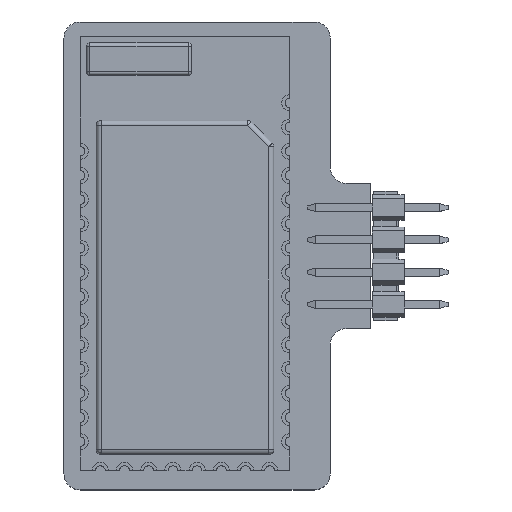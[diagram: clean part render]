
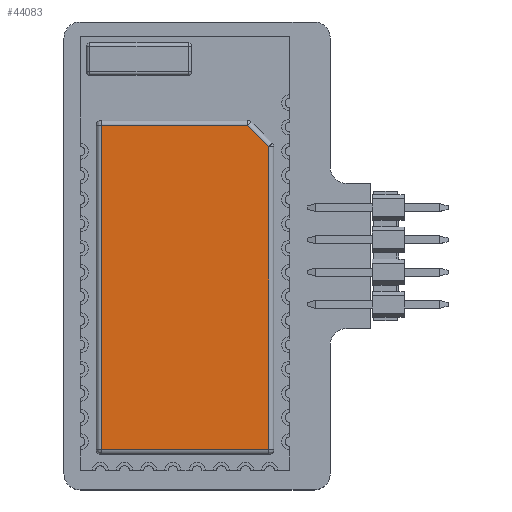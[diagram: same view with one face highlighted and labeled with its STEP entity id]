
A CAD part, top view. The second image highlights one B-rep face of the part: STEP entity #44083.
In plain terms, the highlighted planar face has unit normal (0, 0, 1).
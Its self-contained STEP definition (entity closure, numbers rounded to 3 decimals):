
#41767 = CYLINDRICAL_SURFACE('',#41768,0.3);
#41768 = AXIS2_PLACEMENT_3D('',#41769,#41770,#41771);
#41769 = CARTESIAN_POINT('',(25.9,11.7,2.1));
#41770 = DIRECTION('',(-1.,0.,0.));
#41771 = DIRECTION('',(0.,0.,1.));
#41843 = CYLINDRICAL_SURFACE('',#41844,0.3);
#41844 = AXIS2_PLACEMENT_3D('',#41845,#41846,#41847);
#41845 = CARTESIAN_POINT('',(6.912,11.788,2.1));
#41846 = DIRECTION('',(-0.707,-0.707,0.));
#41847 = DIRECTION('',(0.707,-0.707,0.));
#41941 = CYLINDRICAL_SURFACE('',#41942,0.3);
#41942 = AXIS2_PLACEMENT_3D('',#41943,#41944,#41945);
#41943 = CARTESIAN_POINT('',(5.5,10.5,2.1));
#41944 = DIRECTION('',(0.,-1.,0.));
#41945 = DIRECTION('',(1.,0.,0.));
#41995 = CYLINDRICAL_SURFACE('',#41996,0.3);
#41996 = AXIS2_PLACEMENT_3D('',#41997,#41998,#41999);
#41997 = CARTESIAN_POINT('',(25.9,1.3,2.1));
#41998 = DIRECTION('',(1.,0.,0.));
#41999 = DIRECTION('',(0.,0.,-1.));
#42071 = CYLINDRICAL_SURFACE('',#42072,0.3);
#42072 = AXIS2_PLACEMENT_3D('',#42073,#42074,#42075);
#42073 = CARTESIAN_POINT('',(25.6,12.,2.1));
#42074 = DIRECTION('',(0.,1.,0.));
#42075 = DIRECTION('',(0.,0.,1.));
#42501 = VERTEX_POINT('',#42502);
#42502 = CARTESIAN_POINT('',(25.6,11.7,2.4));
#42548 = VERTEX_POINT('',#42549);
#42549 = CARTESIAN_POINT('',(6.824,11.7,2.4));
#42610 = EDGE_CURVE('',#42548,#42501,#42611,.T.);
#42611 = SURFACE_CURVE('',#42612,(#42616,#42623),.PCURVE_S1.);
#42612 = LINE('',#42613,#42614);
#42613 = CARTESIAN_POINT('',(25.9,11.7,2.4));
#42614 = VECTOR('',#42615,1.);
#42615 = DIRECTION('',(1.,0.,0.));
#42616 = PCURVE('',#41767,#42617);
#42617 = DEFINITIONAL_REPRESENTATION('',(#42618),#42622);
#42618 = LINE('',#42619,#42620);
#42619 = CARTESIAN_POINT('',(0.,0.));
#42620 = VECTOR('',#42621,1.);
#42621 = DIRECTION('',(0.,-1.));
#42622 = ( GEOMETRIC_REPRESENTATION_CONTEXT(2) 
PARAMETRIC_REPRESENTATION_CONTEXT() REPRESENTATION_CONTEXT('2D SPACE',''
  ) );
#42623 = PCURVE('',#42624,#42629);
#42624 = PLANE('',#42625);
#42625 = AXIS2_PLACEMENT_3D('',#42626,#42627,#42628);
#42626 = CARTESIAN_POINT('',(0.,0.,2.4));
#42627 = DIRECTION('',(0.,0.,-1.));
#42628 = DIRECTION('',(-1.,0.,0.));
#42629 = DEFINITIONAL_REPRESENTATION('',(#42630),#42634);
#42630 = LINE('',#42631,#42632);
#42631 = CARTESIAN_POINT('',(-25.9,11.7));
#42632 = VECTOR('',#42633,1.);
#42633 = DIRECTION('',(-1.,0.));
#42634 = ( GEOMETRIC_REPRESENTATION_CONTEXT(2) 
PARAMETRIC_REPRESENTATION_CONTEXT() REPRESENTATION_CONTEXT('2D SPACE',''
  ) );
#42690 = VERTEX_POINT('',#42691);
#42691 = CARTESIAN_POINT('',(5.5,10.376,2.4));
#42752 = EDGE_CURVE('',#42690,#42548,#42753,.T.);
#42753 = SURFACE_CURVE('',#42754,(#42758,#42765),.PCURVE_S1.);
#42754 = LINE('',#42755,#42756);
#42755 = CARTESIAN_POINT('',(6.912,11.788,2.4));
#42756 = VECTOR('',#42757,1.);
#42757 = DIRECTION('',(0.707,0.707,0.));
#42758 = PCURVE('',#41843,#42759);
#42759 = DEFINITIONAL_REPRESENTATION('',(#42760),#42764);
#42760 = LINE('',#42761,#42762);
#42761 = CARTESIAN_POINT('',(1.571,0.));
#42762 = VECTOR('',#42763,1.);
#42763 = DIRECTION('',(0.,-1.));
#42764 = ( GEOMETRIC_REPRESENTATION_CONTEXT(2) 
PARAMETRIC_REPRESENTATION_CONTEXT() REPRESENTATION_CONTEXT('2D SPACE',''
  ) );
#42765 = PCURVE('',#42624,#42766);
#42766 = DEFINITIONAL_REPRESENTATION('',(#42767),#42771);
#42767 = LINE('',#42768,#42769);
#42768 = CARTESIAN_POINT('',(-6.912,11.788));
#42769 = VECTOR('',#42770,1.);
#42770 = DIRECTION('',(-0.707,0.707));
#42771 = ( GEOMETRIC_REPRESENTATION_CONTEXT(2) 
PARAMETRIC_REPRESENTATION_CONTEXT() REPRESENTATION_CONTEXT('2D SPACE',''
  ) );
#42939 = VERTEX_POINT('',#42940);
#42940 = CARTESIAN_POINT('',(5.5,1.3,2.4));
#42984 = EDGE_CURVE('',#42939,#42690,#42985,.T.);
#42985 = SURFACE_CURVE('',#42986,(#42990,#42997),.PCURVE_S1.);
#42986 = LINE('',#42987,#42988);
#42987 = CARTESIAN_POINT('',(5.5,10.5,2.4));
#42988 = VECTOR('',#42989,1.);
#42989 = DIRECTION('',(0.,1.,0.));
#42990 = PCURVE('',#41941,#42991);
#42991 = DEFINITIONAL_REPRESENTATION('',(#42992),#42996);
#42992 = LINE('',#42993,#42994);
#42993 = CARTESIAN_POINT('',(1.571,0.));
#42994 = VECTOR('',#42995,1.);
#42995 = DIRECTION('',(0.,-1.));
#42996 = ( GEOMETRIC_REPRESENTATION_CONTEXT(2) 
PARAMETRIC_REPRESENTATION_CONTEXT() REPRESENTATION_CONTEXT('2D SPACE',''
  ) );
#42997 = PCURVE('',#42624,#42998);
#42998 = DEFINITIONAL_REPRESENTATION('',(#42999),#43003);
#42999 = LINE('',#43000,#43001);
#43000 = CARTESIAN_POINT('',(-5.5,10.5));
#43001 = VECTOR('',#43002,1.);
#43002 = DIRECTION('',(0.,1.));
#43003 = ( GEOMETRIC_REPRESENTATION_CONTEXT(2) 
PARAMETRIC_REPRESENTATION_CONTEXT() REPRESENTATION_CONTEXT('2D SPACE',''
  ) );
#43099 = VERTEX_POINT('',#43100);
#43100 = CARTESIAN_POINT('',(25.6,1.3,2.4));
#43161 = EDGE_CURVE('',#43099,#42939,#43162,.T.);
#43162 = SURFACE_CURVE('',#43163,(#43167,#43174),.PCURVE_S1.);
#43163 = LINE('',#43164,#43165);
#43164 = CARTESIAN_POINT('',(25.9,1.3,2.4));
#43165 = VECTOR('',#43166,1.);
#43166 = DIRECTION('',(-1.,0.,0.));
#43167 = PCURVE('',#41995,#43168);
#43168 = DEFINITIONAL_REPRESENTATION('',(#43169),#43173);
#43169 = LINE('',#43170,#43171);
#43170 = CARTESIAN_POINT('',(3.142,0.));
#43171 = VECTOR('',#43172,1.);
#43172 = DIRECTION('',(0.,-1.));
#43173 = ( GEOMETRIC_REPRESENTATION_CONTEXT(2) 
PARAMETRIC_REPRESENTATION_CONTEXT() REPRESENTATION_CONTEXT('2D SPACE',''
  ) );
#43174 = PCURVE('',#42624,#43175);
#43175 = DEFINITIONAL_REPRESENTATION('',(#43176),#43180);
#43176 = LINE('',#43177,#43178);
#43177 = CARTESIAN_POINT('',(-25.9,1.3));
#43178 = VECTOR('',#43179,1.);
#43179 = DIRECTION('',(1.,0.));
#43180 = ( GEOMETRIC_REPRESENTATION_CONTEXT(2) 
PARAMETRIC_REPRESENTATION_CONTEXT() REPRESENTATION_CONTEXT('2D SPACE',''
  ) );
#43324 = EDGE_CURVE('',#42501,#43099,#43325,.T.);
#43325 = SURFACE_CURVE('',#43326,(#43330,#43337),.PCURVE_S1.);
#43326 = LINE('',#43327,#43328);
#43327 = CARTESIAN_POINT('',(25.6,12.,2.4));
#43328 = VECTOR('',#43329,1.);
#43329 = DIRECTION('',(0.,-1.,0.));
#43330 = PCURVE('',#42071,#43331);
#43331 = DEFINITIONAL_REPRESENTATION('',(#43332),#43336);
#43332 = LINE('',#43333,#43334);
#43333 = CARTESIAN_POINT('',(0.,0.));
#43334 = VECTOR('',#43335,1.);
#43335 = DIRECTION('',(0.,-1.));
#43336 = ( GEOMETRIC_REPRESENTATION_CONTEXT(2) 
PARAMETRIC_REPRESENTATION_CONTEXT() REPRESENTATION_CONTEXT('2D SPACE',''
  ) );
#43337 = PCURVE('',#42624,#43338);
#43338 = DEFINITIONAL_REPRESENTATION('',(#43339),#43343);
#43339 = LINE('',#43340,#43341);
#43340 = CARTESIAN_POINT('',(-25.6,12.));
#43341 = VECTOR('',#43342,1.);
#43342 = DIRECTION('',(0.,-1.));
#43343 = ( GEOMETRIC_REPRESENTATION_CONTEXT(2) 
PARAMETRIC_REPRESENTATION_CONTEXT() REPRESENTATION_CONTEXT('2D SPACE',''
  ) );
#44083 = ADVANCED_FACE('',(#44084),#42624,.F.);
#44084 = FACE_BOUND('',#44085,.T.);
#44085 = EDGE_LOOP('',(#44086,#44087,#44088,#44089,#44090));
#44086 = ORIENTED_EDGE('',*,*,#43161,.F.);
#44087 = ORIENTED_EDGE('',*,*,#43324,.F.);
#44088 = ORIENTED_EDGE('',*,*,#42610,.F.);
#44089 = ORIENTED_EDGE('',*,*,#42752,.F.);
#44090 = ORIENTED_EDGE('',*,*,#42984,.F.);
